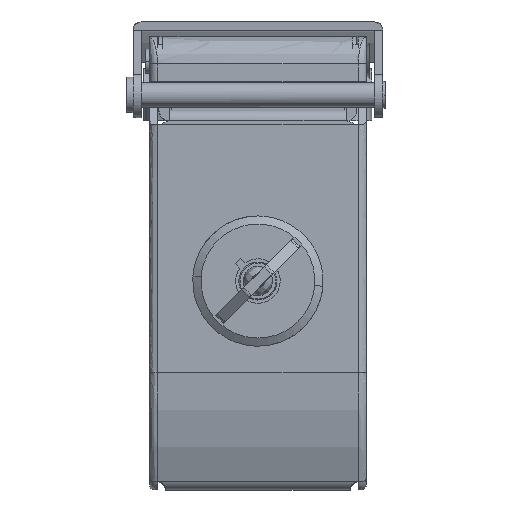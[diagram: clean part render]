
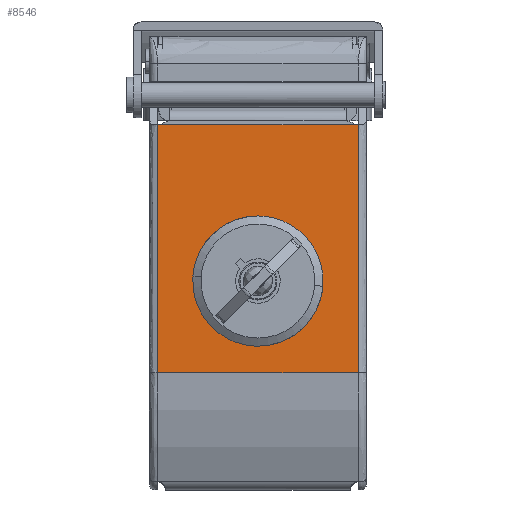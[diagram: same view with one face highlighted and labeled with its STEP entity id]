
A CAD part, left-side view. The second image highlights one B-rep face of the part: STEP entity #8546.
In plain terms, the highlighted free-form (B-spline) face has degree [1, 1] with [2, 2] control points.
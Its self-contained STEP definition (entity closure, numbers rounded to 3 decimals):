
#7817=CARTESIAN_POINT('',(-2.5,-18.5,-51.221));
#7818=VERTEX_POINT('',#7817);
#7878=CARTESIAN_POINT('',(-2.5,-18.5,-5.482));
#7879=VERTEX_POINT('',#7878);
#7895=CARTESIAN_POINT('',(-2.5,-18.5,-51.221));
#7896=CARTESIAN_POINT('',(-2.5,-18.5,-5.482));
#7897=QUASI_UNIFORM_CURVE('',1,(#7895,#7896),.UNSPECIFIED.,.F.,.U.);
#7898=EDGE_CURVE('',#7818,#7879,#7897,.T.);
#8433=CARTESIAN_POINT('',(-2.5,18.5,-51.221));
#8434=VERTEX_POINT('',#8433);
#8435=CARTESIAN_POINT('',(-2.5,-18.5,-51.221));
#8436=CARTESIAN_POINT('',(-2.5,18.5,-51.221));
#8437=QUASI_UNIFORM_CURVE('',1,(#8435,#8436),.UNSPECIFIED.,.F.,.U.);
#8438=EDGE_CURVE('',#7818,#8434,#8437,.T.);
#8466=CARTESIAN_POINT('',(-2.5,-20.348,-3.197));
#8467=CARTESIAN_POINT('',(-2.5,-20.348,-53.506));
#8468=CARTESIAN_POINT('',(-2.5,20.348,-3.197));
#8469=CARTESIAN_POINT('',(-2.5,20.348,-53.506));
#8470=B_SPLINE_SURFACE_WITH_KNOTS('',1,1,((#8466,#8468),(#8467,#8469)),.UNSPECIFIED.,.F.,.F.,.U.,(2,2),(2,2),(0.0,50.309),(0.0,40.696),.UNSPECIFIED.);
#8471=CARTESIAN_POINT('',(-2.5,18.5,-5.482));
#8472=VERTEX_POINT('',#8471);
#8473=CARTESIAN_POINT('',(-2.5,-18.5,-5.482));
#8474=CARTESIAN_POINT('',(-2.5,18.5,-5.482));
#8475=QUASI_UNIFORM_CURVE('',1,(#8473,#8474),.UNSPECIFIED.,.F.,.U.);
#8476=EDGE_CURVE('',#7879,#8472,#8475,.T.);
#8477=ORIENTED_EDGE('',*,*,#8476,.T.);
#8478=CARTESIAN_POINT('',(-2.5,18.5,-5.482));
#8479=CARTESIAN_POINT('',(-2.5,18.5,-51.221));
#8480=QUASI_UNIFORM_CURVE('',1,(#8478,#8479),.UNSPECIFIED.,.F.,.U.);
#8481=EDGE_CURVE('',#8472,#8434,#8480,.T.);
#8482=ORIENTED_EDGE('',*,*,#8481,.T.);
#8483=ORIENTED_EDGE('',*,*,#8438,.F.);
#8484=ORIENTED_EDGE('',*,*,#7898,.T.);
#8485=EDGE_LOOP('',(#8477,#8482,#8483,#8484));
#8486=FACE_OUTER_BOUND('',#8485,.T.);
#8487=CARTESIAN_POINT('',(-2.5,-2.62,-24.546));
#8488=VERTEX_POINT('',#8487);
#8489=CARTESIAN_POINT('',(-2.5,9.754,-36.92));
#8490=VERTEX_POINT('',#8489);
#8491=CARTESIAN_POINT('',(-2.5,-2.62,-24.546));
#8492=CARTESIAN_POINT('',(-2.5,-1.875,-24.345));
#8493=CARTESIAN_POINT('',(-2.5,-0.668,-24.166));
#8494=CARTESIAN_POINT('',(-2.5,1.016,-24.22));
#8495=CARTESIAN_POINT('',(-2.5,2.297,-24.437));
#8496=CARTESIAN_POINT('',(-2.5,3.565,-24.821));
#8497=CARTESIAN_POINT('',(-2.5,4.8,-25.374));
#8498=CARTESIAN_POINT('',(-2.5,5.898,-26.069));
#8499=CARTESIAN_POINT('',(-2.5,7.071,-27.032));
#8500=CARTESIAN_POINT('',(-2.5,8.052,-28.124));
#8501=CARTESIAN_POINT('',(-2.5,8.894,-29.454));
#8502=CARTESIAN_POINT('',(-2.5,9.463,-30.682));
#8503=CARTESIAN_POINT('',(-2.5,9.926,-32.187));
#8504=CARTESIAN_POINT('',(-2.5,10.135,-33.78));
#8505=CARTESIAN_POINT('',(-2.5,10.073,-35.436));
#8506=CARTESIAN_POINT('',(-2.5,9.89,-36.414));
#8507=CARTESIAN_POINT('',(-2.5,9.754,-36.92));
#8508=B_SPLINE_CURVE_WITH_KNOTS('',3,(#8491,#8492,#8493,#8494,#8495,#8496,#8497,#8498,#8499,#8500,#8501,#8502,#8503,#8504,#8505,#8506,#8507),.UNSPECIFIED.,.F.,.U.,(4,1,1,1,1,1,1,1,1,1,1,1,1,1,4),(0.,2.315,3.638,5.043,6.201,7.607,9.095,10.087,12.154,13.477,14.8,16.205,18.19,19.595,21.166),.UNSPECIFIED.);
#8509=EDGE_CURVE('',#8488,#8490,#8508,.T.);
#8510=ORIENTED_EDGE('',*,*,#8509,.F.);
#8511=CARTESIAN_POINT('',(-2.5,-9.754,-31.68));
#8512=VERTEX_POINT('',#8511);
#8513=CARTESIAN_POINT('',(-2.5,-9.754,-31.68));
#8514=CARTESIAN_POINT('',(-2.5,-2.62,-24.546));
#8515=QUASI_UNIFORM_CURVE('',1,(#8513,#8514),.UNSPECIFIED.,.F.,.U.);
#8516=EDGE_CURVE('',#8512,#8488,#8515,.T.);
#8517=ORIENTED_EDGE('',*,*,#8516,.F.);
#8518=CARTESIAN_POINT('',(-2.5,2.62,-44.054));
#8519=VERTEX_POINT('',#8518);
#8520=CARTESIAN_POINT('',(-2.5,2.62,-44.054));
#8521=CARTESIAN_POINT('',(-2.5,2.114,-44.19));
#8522=CARTESIAN_POINT('',(-2.5,1.109,-44.378));
#8523=CARTESIAN_POINT('',(-2.5,-0.631,-44.436));
#8524=CARTESIAN_POINT('',(-2.5,-2.55,-44.152));
#8525=CARTESIAN_POINT('',(-2.5,-4.392,-43.459));
#8526=CARTESIAN_POINT('',(-2.5,-5.717,-42.658));
#8527=CARTESIAN_POINT('',(-2.5,-6.757,-41.839));
#8528=CARTESIAN_POINT('',(-2.5,-7.598,-40.999));
#8529=CARTESIAN_POINT('',(-2.5,-8.404,-39.947));
#8530=CARTESIAN_POINT('',(-2.5,-9.048,-38.852));
#8531=CARTESIAN_POINT('',(-2.5,-9.652,-37.428));
#8532=CARTESIAN_POINT('',(-2.5,-10.048,-35.786));
#8533=CARTESIAN_POINT('',(-2.5,-10.154,-33.77));
#8534=CARTESIAN_POINT('',(-2.5,-9.955,-32.425));
#8535=CARTESIAN_POINT('',(-2.5,-9.754,-31.68));
#8536=B_SPLINE_CURVE_WITH_KNOTS('',3,(#8520,#8521,#8522,#8523,#8524,#8525,#8526,#8527,#8528,#8529,#8530,#8531,#8532,#8533,#8534,#8535),.UNSPECIFIED.,.F.,.U.,(4,1,1,1,1,1,1,1,1,1,1,1,1,4),(0.,1.571,3.059,5.209,7.359,8.929,9.839,11.327,12.485,13.808,15.13,17.115,18.851,21.166),.UNSPECIFIED.);
#8537=EDGE_CURVE('',#8519,#8512,#8536,.T.);
#8538=ORIENTED_EDGE('',*,*,#8537,.F.);
#8539=CARTESIAN_POINT('',(-2.5,9.754,-36.92));
#8540=CARTESIAN_POINT('',(-2.5,2.62,-44.054));
#8541=QUASI_UNIFORM_CURVE('',1,(#8539,#8540),.UNSPECIFIED.,.F.,.U.);
#8542=EDGE_CURVE('',#8490,#8519,#8541,.T.);
#8543=ORIENTED_EDGE('',*,*,#8542,.F.);
#8544=EDGE_LOOP('',(#8510,#8517,#8538,#8543));
#8545=FACE_BOUND('',#8544,.T.);
#8546=ADVANCED_FACE('',(#8486,#8545),#8470,.F.);
